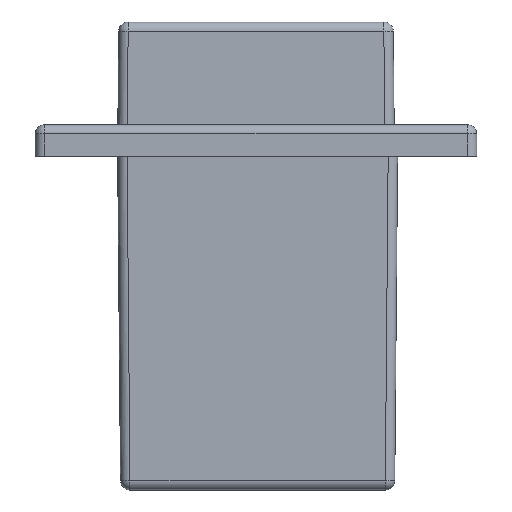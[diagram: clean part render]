
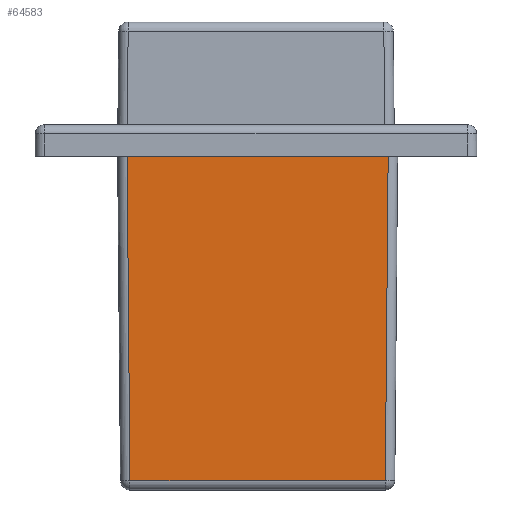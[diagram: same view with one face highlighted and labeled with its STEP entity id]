
A CAD part, left-side view. The second image highlights one B-rep face of the part: STEP entity #64583.
In plain terms, the highlighted planar face has unit normal (-1, 0, -0.009).
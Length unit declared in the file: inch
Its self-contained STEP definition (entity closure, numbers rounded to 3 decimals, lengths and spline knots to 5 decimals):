
#6856 = CARTESIAN_POINT ( 'NONE',  ( -0.3287, 0.43504, 0.98819 ) ) ;
#8289 = DIRECTION ( 'NONE',  ( -0.009, 0., 1. ) ) ;
#9963 = DIRECTION ( 'NONE',  ( 0.009, -0.009, -1. ) ) ;
#11138 = LINE ( 'NONE', #55960, #61394 ) ;
#11509 = CARTESIAN_POINT ( 'NONE',  ( -0.31973, -0.43443, -0.04034 ) ) ;
#12696 = VECTOR ( 'NONE', #26933, 39.37008 ) ;
#14696 = VERTEX_POINT ( 'NONE', #59069 ) ;
#16608 = CARTESIAN_POINT ( 'NONE',  ( -0.32008, 0.40504, 0.00026 ) ) ;
#18523 = VERTEX_POINT ( 'NONE', #58912 ) ;
#21797 = VERTEX_POINT ( 'NONE', #44275 ) ;
#26933 = DIRECTION ( 'NONE',  ( 0., -1., 0. ) ) ;
#28453 = EDGE_CURVE ( '??45', #21797, #14696, #37737, .T. ) ;
#28659 = PLANE ( 'NONE',  #51196 ) ;
#30622 = VECTOR ( 'NONE', #71399, 39.37008 ) ;
#33177 = ORIENTED_EDGE ( 'NONE', *, *, #28453, .F. ) ;
#34020 = EDGE_LOOP ( 'NONE', ( #83140, #60386, #33177, #77434 ) ) ;
#35436 = CARTESIAN_POINT ( 'NONE',  ( -0.32008, 0.43504, 0. ) ) ;
#37737 = LINE ( 'NONE', #6856, #12696 ) ;
#42153 = DIRECTION ( 'NONE',  ( -1., 0., -0.009 ) ) ;
#44275 = CARTESIAN_POINT ( 'NONE',  ( -0.3287, 0.41366, 0.98819 ) ) ;
#51196 = AXIS2_PLACEMENT_3D ( 'NONE', #35436, #42153, #8289 ) ;
#52585 = LINE ( 'NONE', #11509, #30622 ) ;
#53693 = CARTESIAN_POINT ( 'NONE',  ( -0.31973, 0.40469, -0.04034 ) ) ;
#55960 = CARTESIAN_POINT ( 'NONE',  ( -0.3287, -0.41367, 0.98845 ) ) ;
#56256 = EDGE_CURVE ( 'NONE', #18523, #14696, #11138, .T. ) ;
#58912 = CARTESIAN_POINT ( 'NONE',  ( -0.31973, -0.40469, -0.04034 ) ) ;
#59069 = CARTESIAN_POINT ( 'NONE',  ( -0.3287, -0.41366, 0.98819 ) ) ;
#60386 = ORIENTED_EDGE ( 'NONE', *, *, #56256, .T. ) ;
#61394 = VECTOR ( 'NONE', #82195, 39.37008 ) ;
#62549 = EDGE_CURVE ( 'NONE', #21797, #80132, #80453, .T. ) ;
#62780 = VECTOR ( 'NONE', #9963, 39.37008 ) ;
#64583 = ADVANCED_FACE ( 'NONE', ( #68446 ), #28659, .T. ) ;
#65610 = EDGE_CURVE ( 'NONE', #80132, #18523, #52585, .T. ) ;
#68446 = FACE_OUTER_BOUND ( 'NONE', #34020, .T. ) ;
#71399 = DIRECTION ( 'NONE',  ( 0., -1., 0. ) ) ;
#77434 = ORIENTED_EDGE ( 'NONE', *, *, #62549, .T. ) ;
#80132 = VERTEX_POINT ( 'NONE', #53693 ) ;
#80453 = LINE ( 'NONE', #16608, #62780 ) ;
#82195 = DIRECTION ( 'NONE',  ( -0.009, -0.009, 1. ) ) ;
#83140 = ORIENTED_EDGE ( 'NONE', *, *, #65610, .T. ) ;
